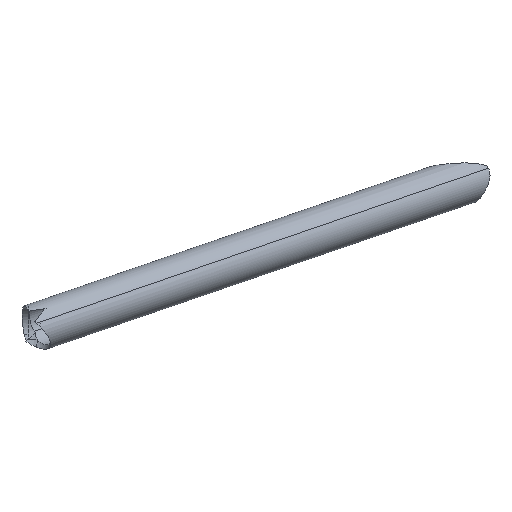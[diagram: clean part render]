
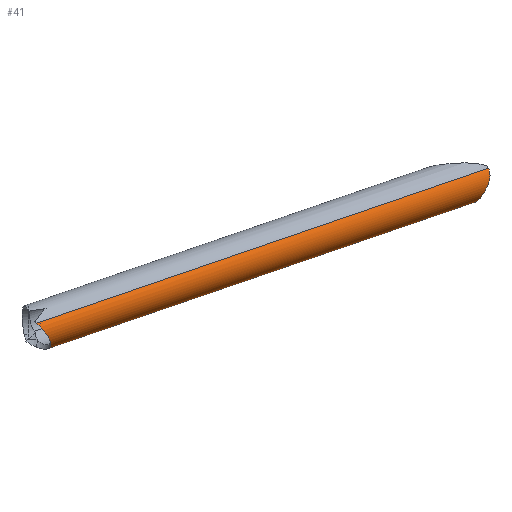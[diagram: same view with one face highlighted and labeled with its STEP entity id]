
A CAD part, front view. The second image highlights one B-rep face of the part: STEP entity #41.
In plain terms, the highlighted cylindrical face has radius 10 mm (diameter 20 mm), a partial arc.
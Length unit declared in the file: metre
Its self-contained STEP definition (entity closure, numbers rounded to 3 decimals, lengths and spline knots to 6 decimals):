
#41=ADVANCED_FACE('',(#88),#89,.T.);
#88=FACE_OUTER_BOUND('',#138,.T.);
#89=CYLINDRICAL_SURFACE('',#139,0.01);
#138=EDGE_LOOP('',(#240,#241,#242,#243,#244,#245,#246,#247));
#139=AXIS2_PLACEMENT_3D('',#248,#249,#250);
#240=ORIENTED_EDGE('',*,*,#379,.F.);
#241=ORIENTED_EDGE('',*,*,#380,.T.);
#242=ORIENTED_EDGE('',*,*,#381,.F.);
#243=ORIENTED_EDGE('',*,*,#382,.F.);
#244=ORIENTED_EDGE('',*,*,#383,.T.);
#245=ORIENTED_EDGE('',*,*,#384,.F.);
#246=ORIENTED_EDGE('',*,*,#385,.F.);
#247=ORIENTED_EDGE('',*,*,#386,.T.);
#248=CARTESIAN_POINT('',(-1.489572,0.349378,0.191633));
#249=DIRECTION('',(-0.877,-0.374,-0.301));
#250=DIRECTION('',(0.301,-0.917,0.263));
#379=EDGE_CURVE('',#444,#445,#446,.T.);
#380=EDGE_CURVE('',#444,#447,#448,.T.);
#381=EDGE_CURVE('0:172',#449,#447,#450,.T.);
#382=EDGE_CURVE('0:175',#451,#449,#452,.T.);
#383=EDGE_CURVE('0:154',#451,#453,#454,.T.);
#384=EDGE_CURVE('',#455,#453,#456,.T.);
#385=EDGE_CURVE('0:136',#457,#455,#458,.T.);
#386=EDGE_CURVE('0:124',#457,#445,#459,.T.);
#444=VERTEX_POINT('',#631);
#445=VERTEX_POINT('',#632);
#446=LINE('',#633,#634);
#447=VERTEX_POINT('',#635);
#448=B_SPLINE_CURVE_WITH_KNOTS('',5,(#636,#637,#638,#639,#640,#641,#642,#643,#644,#645,#646,#647,#648,#649,#650),.UNSPECIFIED.,.F.,.F.,(6,3,3,3,6),(0.0,3.206688,9.711805,18.284173,24.913833),.UNSPECIFIED.);
#449=VERTEX_POINT('',#651);
#450=ELLIPSE('',#652,0.011518,0.01);
#451=VERTEX_POINT('',#653);
#452=ELLIPSE('',#654,0.011518,0.01);
#453=VERTEX_POINT('',#655);
#454=ELLIPSE('',#656,0.010322,0.01);
#455=VERTEX_POINT('',#657);
#456=LINE('',#658,#659);
#457=VERTEX_POINT('',#660);
#458=B_SPLINE_CURVE_WITH_KNOTS('',5,(#661,#662,#663,#664,#665,#666,#667,#668,#669,#670,#671,#672,#673,#674,#675,#676,#677,#678,#679,#680,#681,#682,#683,#684,#685,#686,#687,#688,#689,#690,#691,#692,#693,#694,#695,#696,#697,#698,#699,#700,#701,#702,#703,#704,#705,#706),.UNSPECIFIED.,.F.,.F.,(6,3,3,3,3,3,3,5,5,3,3,3,3,6),(0.0,10.866934,22.009486,27.551256,33.224403,36.80807,39.40002,42.840253,44.859862,52.504612,57.993429,68.83493,78.237575,82.395573),.UNSPECIFIED.);
#459=B_SPLINE_CURVE_WITH_KNOTS('',5,(#707,#708,#709,#710,#711,#712,#713,#714,#715,#716,#717,#718,#719,#720,#721,#722,#723,#724,#725,#726,#727,#728,#729,#730,#731,#732,#733,#734,#735),.UNSPECIFIED.,.F.,.F.,(6,3,3,5,3,3,3,3,6),(0.0,10.239045,14.746405,20.522979,28.049672,32.573341,37.573133,41.852229,47.066332),.UNSPECIFIED.);
#631=CARTESIAN_POINT('',(-1.63552,0.276639,0.14317));
#632=CARTESIAN_POINT('',(-1.448051,0.356649,0.207477));
#633=CARTESIAN_POINT('',(-1.486563,0.340212,0.194266));
#634=VECTOR('',#1076,1.0);
#635=CARTESIAN_POINT('',(-1.630266,0.28633,0.132921));
#636=CARTESIAN_POINT('',(-1.636356,0.276611,0.143858));
#637=CARTESIAN_POINT('',(-1.635994,0.276606,0.14357));
#638=CARTESIAN_POINT('',(-1.635637,0.276619,0.143274));
#639=CARTESIAN_POINT('',(-1.635319,0.276647,0.143004));
#640=CARTESIAN_POINT('',(-1.63427,0.276794,0.142071));
#641=CARTESIAN_POINT('',(-1.633291,0.277112,0.141089));
#642=CARTESIAN_POINT('',(-1.632676,0.277402,0.140414));
#643=CARTESIAN_POINT('',(-1.631369,0.278254,0.138836));
#644=CARTESIAN_POINT('',(-1.630395,0.279507,0.137276));
#645=CARTESIAN_POINT('',(-1.629974,0.280345,0.136416));
#646=CARTESIAN_POINT('',(-1.629517,0.282013,0.135011));
#647=CARTESIAN_POINT('',(-1.62959,0.283876,0.133908));
#648=CARTESIAN_POINT('',(-1.629725,0.284706,0.1335));
#649=CARTESIAN_POINT('',(-1.629955,0.28553,0.133171));
#650=CARTESIAN_POINT('',(-1.630266,0.28633,0.132921));
#651=CARTESIAN_POINT('',(-1.635505,0.292603,0.133215));
#652=AXIS2_PLACEMENT_3D('',#1077,#1078,#1079);
#653=CARTESIAN_POINT('',(-1.640009,0.294435,0.135684));
#654=AXIS2_PLACEMENT_3D('',#1080,#1081,#1082);
#655=CARTESIAN_POINT('',(-1.640603,0.29537,0.138225));
#656=AXIS2_PLACEMENT_3D('',#1083,#1084,#1085);
#657=CARTESIAN_POINT('',(-1.458401,0.373132,0.200725));
#658=CARTESIAN_POINT('',(-1.49258,0.358544,0.189001));
#659=VECTOR('',#1086,1.0);
#660=CARTESIAN_POINT('',(-1.454682,0.373885,0.199899));
#661=CARTESIAN_POINT('',(-1.454682,0.373885,0.199899));
#662=CARTESIAN_POINT('',(-1.456173,0.373709,0.200286));
#663=CARTESIAN_POINT('',(-1.45766,0.373378,0.2006));
#664=CARTESIAN_POINT('',(-1.459127,0.37297,0.200875));
#665=CARTESIAN_POINT('',(-1.462065,0.372006,0.201391));
#666=CARTESIAN_POINT('',(-1.46492,0.370803,0.201868));
#667=CARTESIAN_POINT('',(-1.466332,0.370143,0.202111));
#668=CARTESIAN_POINT('',(-1.468417,0.369067,0.202494));
#669=CARTESIAN_POINT('',(-1.470404,0.367842,0.202925));
#670=CARTESIAN_POINT('',(-1.47105,0.367418,0.203075));
#671=CARTESIAN_POINT('',(-1.472328,0.366518,0.203397));
#672=CARTESIAN_POINT('',(-1.473517,0.365525,0.203765));
#673=CARTESIAN_POINT('',(-1.474088,0.364997,0.203965));
#674=CARTESIAN_POINT('',(-1.47496,0.364079,0.204322));
#675=CARTESIAN_POINT('',(-1.475652,0.363061,0.204745));
#676=CARTESIAN_POINT('',(-1.475887,0.36265,0.204921));
#677=CARTESIAN_POINT('',(-1.476208,0.361916,0.205245));
#678=CARTESIAN_POINT('',(-1.47634,0.361159,0.205601));
#679=CARTESIAN_POINT('',(-1.476356,0.360841,0.205755));
#680=CARTESIAN_POINT('',(-1.47629,0.360115,0.206118));
#681=CARTESIAN_POINT('',(-1.475999,0.359452,0.206476));
#682=CARTESIAN_POINT('',(-1.475765,0.35911,0.206671));
#683=CARTESIAN_POINT('',(-1.475485,0.358802,0.206853));
#684=CARTESIAN_POINT('',(-1.47517,0.358526,0.207024));
#685=CARTESIAN_POINT('',(-1.474986,0.358364,0.207124));
#686=CARTESIAN_POINT('',(-1.474788,0.358213,0.20722));
#687=CARTESIAN_POINT('',(-1.47458,0.35807,0.207313));
#688=CARTESIAN_POINT('',(-1.474364,0.357937,0.207403));
#689=CARTESIAN_POINT('',(-1.47414,0.357812,0.207489));
#690=CARTESIAN_POINT('',(-1.473294,0.357339,0.207815));
#691=CARTESIAN_POINT('',(-1.472337,0.356981,0.208095));
#692=CARTESIAN_POINT('',(-1.471344,0.356704,0.208336));
#693=CARTESIAN_POINT('',(-1.469589,0.35633,0.2087));
#694=CARTESIAN_POINT('',(-1.467783,0.356096,0.208986));
#695=CARTESIAN_POINT('',(-1.467023,0.356019,0.209094));
#696=CARTESIAN_POINT('',(-1.464748,0.355839,0.209381));
#697=CARTESIAN_POINT('',(-1.462445,0.355794,0.20957));
#698=CARTESIAN_POINT('',(-1.460918,0.355807,0.209656));
#699=CARTESIAN_POINT('',(-1.45805,0.355898,0.209736));
#700=CARTESIAN_POINT('',(-1.455183,0.356089,0.209624));
#701=CARTESIAN_POINT('',(-1.453855,0.356196,0.209522));
#702=CARTESIAN_POINT('',(-1.451944,0.356371,0.209283));
#703=CARTESIAN_POINT('',(-1.450075,0.356579,0.208826));
#704=CARTESIAN_POINT('',(-1.449508,0.356645,0.208662));
#705=CARTESIAN_POINT('',(-1.448949,0.356716,0.208468));
#706=CARTESIAN_POINT('',(-1.448404,0.356792,0.208241));
#707=CARTESIAN_POINT('',(-1.454682,0.373885,0.199899));
#708=CARTESIAN_POINT('',(-1.454675,0.3732,0.198559));
#709=CARTESIAN_POINT('',(-1.454712,0.372301,0.197338));
#710=CARTESIAN_POINT('',(-1.454736,0.371254,0.196259));
#711=CARTESIAN_POINT('',(-1.454699,0.369544,0.19493));
#712=CARTESIAN_POINT('',(-1.454475,0.367629,0.194048));
#713=CARTESIAN_POINT('',(-1.454386,0.367027,0.193824));
#714=CARTESIAN_POINT('',(-1.454127,0.365631,0.193435));
#715=CARTESIAN_POINT('',(-1.453738,0.364228,0.193341));
#716=CARTESIAN_POINT('',(-1.453475,0.363455,0.193392));
#717=CARTESIAN_POINT('',(-1.453175,0.362725,0.193544));
#718=CARTESIAN_POINT('',(-1.452849,0.362049,0.19378));
#719=CARTESIAN_POINT('',(-1.452424,0.361169,0.194089));
#720=CARTESIAN_POINT('',(-1.451944,0.360354,0.194551));
#721=CARTESIAN_POINT('',(-1.451428,0.359647,0.195149));
#722=CARTESIAN_POINT('',(-1.450599,0.358686,0.196247));
#723=CARTESIAN_POINT('',(-1.449809,0.357969,0.197518));
#724=CARTESIAN_POINT('',(-1.449522,0.357731,0.198015));
#725=CARTESIAN_POINT('',(-1.448944,0.357292,0.199095));
#726=CARTESIAN_POINT('',(-1.448442,0.356971,0.200239));
#727=CARTESIAN_POINT('',(-1.448205,0.356832,0.200856));
#728=CARTESIAN_POINT('',(-1.447825,0.356624,0.202026));
#729=CARTESIAN_POINT('',(-1.447592,0.356506,0.203236));
#730=CARTESIAN_POINT('',(-1.447521,0.35647,0.203802));
#731=CARTESIAN_POINT('',(-1.447462,0.356433,0.205064));
#732=CARTESIAN_POINT('',(-1.447644,0.356494,0.206315));
#733=CARTESIAN_POINT('',(-1.447825,0.356559,0.206989));
#734=CARTESIAN_POINT('',(-1.448084,0.356657,0.207633));
#735=CARTESIAN_POINT('',(-1.448404,0.356792,0.208241));
#1076=DIRECTION('',(0.877,0.374,0.301));
#1077=CARTESIAN_POINT('',(-1.639,0.285604,0.140375));
#1078=DIRECTION('',(-0.563,-0.437,-0.702));
#1079=DIRECTION('',(0.783,-0.01,-0.621));
#1080=CARTESIAN_POINT('',(-1.639,0.285604,0.140375));
#1081=DIRECTION('',(-0.563,-0.437,-0.702));
#1082=DIRECTION('',(0.783,-0.01,-0.621));
#1083=CARTESIAN_POINT('',(-1.639,0.285604,0.140375));
#1084=DIRECTION('',(0.969,0.193,0.155));
#1085=DIRECTION('',(0.248,-0.755,-0.607));
#1086=DIRECTION('',(-0.877,-0.374,-0.301));
